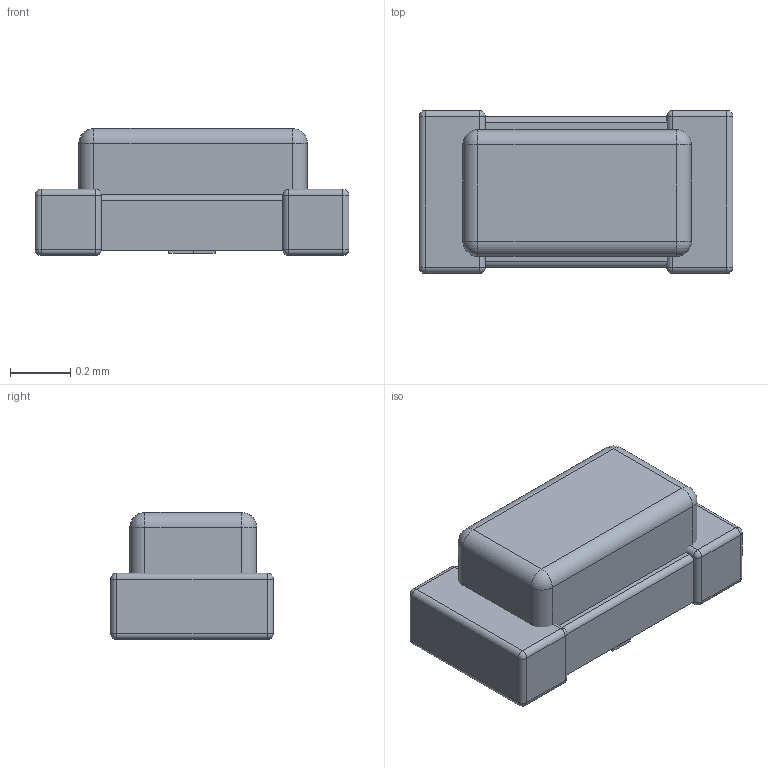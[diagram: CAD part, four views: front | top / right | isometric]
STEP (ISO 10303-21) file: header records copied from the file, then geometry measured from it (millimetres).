
FILE_DESCRIPTION (( 'STEP AP214' ), '1' );
FILE_NAME ('LED0402.STEP', '2021-04-02T23:11:04', ( '' ), ( '' ), 'SwSTEP 2.0', 'SolidWorks 2020', '' );
FILE_SCHEMA (( 'AUTOMOTIVE_DESIGN' ));
Length unit declared in the file: millimetre
Products named in the file (1): LED0402
Bounding box: 1.04 x 0.54 x 0.42 mm (x, y, z)
Volume: 0.2 mm3; surface area: 3.8 mm2
Topology: 5 solids, 5 shells, 88 faces, 194 edges, 96 vertices
Faces by surface type: plane 34, cylinder 34, sphere 20
Entity records: 2276 total; most frequent: DIRECTION 420, CARTESIAN_POINT 359, ORIENTED_EDGE 348, EDGE_CURVE 174, AXIS2_PLACEMENT_3D 157, LINE 106, VECTOR 106, VERTEX_POINT 96
